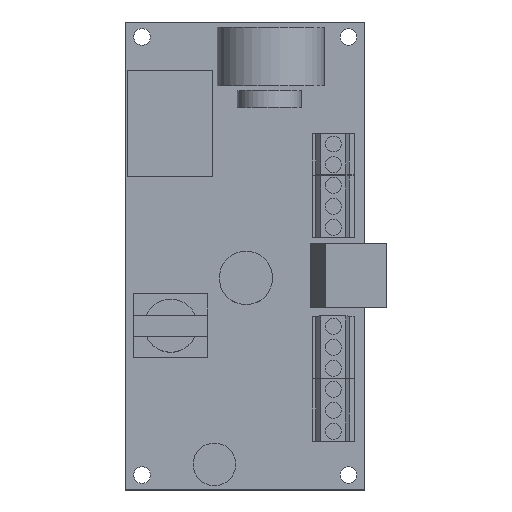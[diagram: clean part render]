
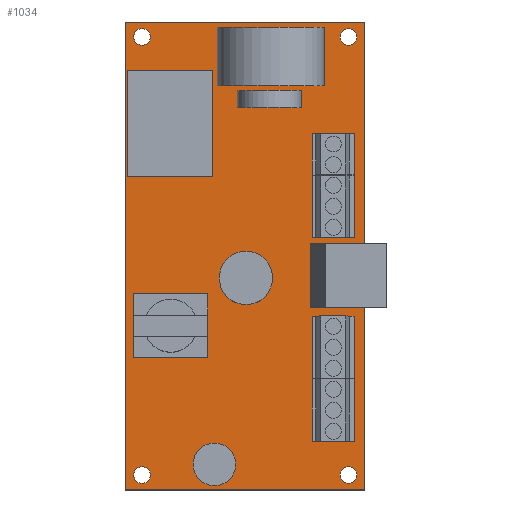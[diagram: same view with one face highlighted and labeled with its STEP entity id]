
A CAD part, top view. The second image highlights one B-rep face of the part: STEP entity #1034.
In plain terms, the highlighted planar face has unit normal (0, 0, 1).
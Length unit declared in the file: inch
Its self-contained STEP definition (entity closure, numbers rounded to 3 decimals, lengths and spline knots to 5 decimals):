
#1034=ADVANCED_FACE('',(#1400,#1401,#1402,#1403,#1404),#1405,.T.);
#1400=FACE_BOUND('',#1819,.T.);
#1401=FACE_BOUND('',#1820,.T.);
#1402=FACE_BOUND('',#1821,.T.);
#1403=FACE_BOUND('',#1822,.T.);
#1404=FACE_OUTER_BOUND('',#1823,.T.);
#1405=PLANE('',#1824);
#1819=EDGE_LOOP('',(#2877));
#1820=EDGE_LOOP('',(#2878));
#1821=EDGE_LOOP('',(#2879));
#1822=EDGE_LOOP('',(#2880));
#1823=EDGE_LOOP('',(#2881,#2882,#2883,#2884));
#1824=AXIS2_PLACEMENT_3D('',#2885,#2886,#2887);
#2877=ORIENTED_EDGE('',*,*,#3418,.T.);
#2878=ORIENTED_EDGE('',*,*,#3420,.T.);
#2879=ORIENTED_EDGE('',*,*,#3422,.T.);
#2880=ORIENTED_EDGE('',*,*,#3424,.T.);
#2881=ORIENTED_EDGE('',*,*,#3425,.T.);
#2882=ORIENTED_EDGE('',*,*,#3426,.T.);
#2883=ORIENTED_EDGE('',*,*,#3427,.T.);
#2884=ORIENTED_EDGE('',*,*,#3428,.T.);
#2885=CARTESIAN_POINT('',(0.97,2.06,0.));
#2886=DIRECTION('',(0.0,0.0,1.0));
#2887=DIRECTION('',(1.0,0.0,0.0));
#3418=EDGE_CURVE('',#3958,#3958,#3959,.T.);
#3420=EDGE_CURVE('',#3962,#3962,#3963,.T.);
#3422=EDGE_CURVE('',#3966,#3966,#3967,.T.);
#3424=EDGE_CURVE('',#3970,#3970,#3971,.T.);
#3425=EDGE_CURVE('',#3972,#3973,#3974,.T.);
#3426=EDGE_CURVE('',#3973,#3975,#3976,.T.);
#3427=EDGE_CURVE('',#3975,#3977,#3978,.T.);
#3428=EDGE_CURVE('',#3977,#3972,#3979,.T.);
#3958=VERTEX_POINT('',#4856);
#3959=CIRCLE('',#4857,0.078);
#3962=VERTEX_POINT('',#4860);
#3963=CIRCLE('',#4861,0.078);
#3966=VERTEX_POINT('',#4864);
#3967=CIRCLE('',#4865,0.078);
#3970=VERTEX_POINT('',#4868);
#3971=CIRCLE('',#4869,0.078);
#3972=VERTEX_POINT('',#4870);
#3973=VERTEX_POINT('',#4871);
#3974=LINE('',#4872,#4873);
#3975=VERTEX_POINT('',#4874);
#3976=LINE('',#4875,#4876);
#3977=VERTEX_POINT('',#4877);
#3978=LINE('',#4878,#4879);
#3979=LINE('',#4880,#4881);
#4856=CARTESIAN_POINT('',(1.862,4.12,0.0));
#4857=AXIS2_PLACEMENT_3D('',#5404,#5405,#5406);
#4860=CARTESIAN_POINT('',(1.862,0.0,0.0));
#4861=AXIS2_PLACEMENT_3D('',#5410,#5411,#5412);
#4864=CARTESIAN_POINT('',(-0.078,4.12,0.0));
#4865=AXIS2_PLACEMENT_3D('',#5416,#5417,#5418);
#4868=CARTESIAN_POINT('',(-0.078,0.0,0.0));
#4869=AXIS2_PLACEMENT_3D('',#5422,#5423,#5424);
#4870=CARTESIAN_POINT('',(2.095,-0.14,0.));
#4871=CARTESIAN_POINT('',(2.095,4.26,0.));
#4872=CARTESIAN_POINT('',(2.095,2.06,0.));
#4873=VECTOR('',#5425,1.0);
#4874=CARTESIAN_POINT('',(-0.155,4.26,0.));
#4875=CARTESIAN_POINT('',(0.97,4.26,0.));
#4876=VECTOR('',#5426,1.0);
#4877=CARTESIAN_POINT('',(-0.155,-0.14,0.));
#4878=CARTESIAN_POINT('',(-0.155,2.06,0.));
#4879=VECTOR('',#5427,1.0);
#4880=CARTESIAN_POINT('',(0.97,-0.14,0.));
#4881=VECTOR('',#5428,1.0);
#5404=CARTESIAN_POINT('',(1.94,4.12,0.0));
#5405=DIRECTION('',(0.0,0.0,-1.0));
#5406=DIRECTION('',(1.0,0.0,0.0));
#5410=CARTESIAN_POINT('',(1.94,0.0,0.0));
#5411=DIRECTION('',(0.0,0.0,-1.0));
#5412=DIRECTION('',(1.0,0.0,0.0));
#5416=CARTESIAN_POINT('',(0.0,4.12,0.0));
#5417=DIRECTION('',(0.0,0.0,-1.0));
#5418=DIRECTION('',(1.0,0.0,0.0));
#5422=CARTESIAN_POINT('',(0.0,0.0,0.0));
#5423=DIRECTION('',(0.0,0.0,-1.0));
#5424=DIRECTION('',(1.0,0.0,0.0));
#5425=DIRECTION('',(0.0,1.0,0.0));
#5426=DIRECTION('',(-1.0,0.0,0.0));
#5427=DIRECTION('',(0.0,-1.0,0.0));
#5428=DIRECTION('',(1.0,0.0,0.0));
